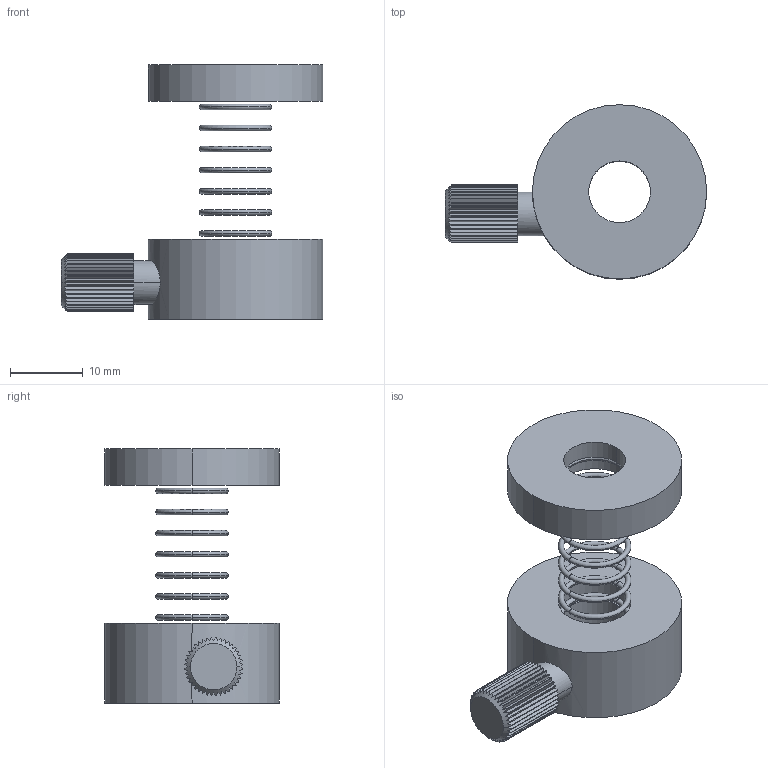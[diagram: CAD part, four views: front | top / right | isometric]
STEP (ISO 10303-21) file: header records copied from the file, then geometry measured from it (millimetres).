
FILE_DESCRIPTION(('STEP AP214'),'1');
FILE_NAME(' ',' ',('TraceParts'),('TraceParts S.A.'),'XStep 1.0',' ',' ');
FILE_SCHEMA(('automotive_design'));
Length unit declared in the file: millimetre
Products named in the file (11): 1; 2; 3; 4; 5; 6; 7; 8; 9; 10; 11
Bounding box: 36 x 24 x 35 mm (x, y, z)
Volume: 6861.1 mm3; surface area: 4332.9 mm2
Topology: 11 solids, 11 shells, 180 faces, 479 edges, 306 vertices
Faces by surface type: plane 88, cylinder 54, torus 36, cone 2
Entity records: 11248 total; most frequent: CARTESIAN_POINT 1202, STYLED_ITEM 976, PRESENTATION_STYLE_ASSIGNMENT 976, COLOUR_RGB 976, DIRECTION 959, ORIENTED_EDGE 958, EDGE_CURVE 479, CURVE_STYLE 479
